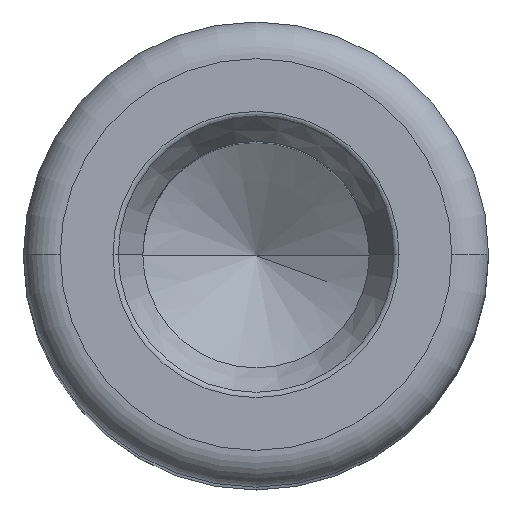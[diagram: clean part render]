
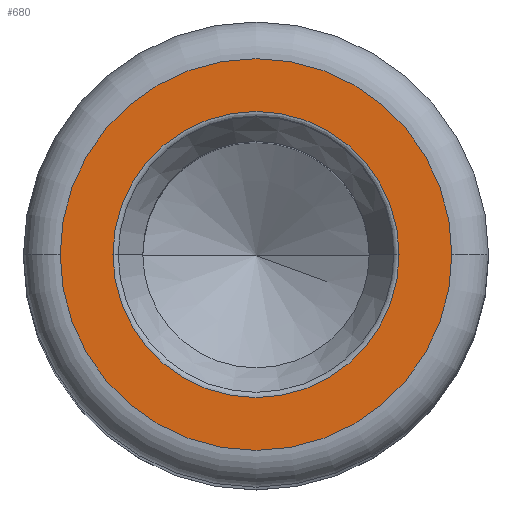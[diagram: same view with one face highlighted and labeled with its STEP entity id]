
A CAD part, top view. The second image highlights one B-rep face of the part: STEP entity #680.
In plain terms, the highlighted planar face has unit normal (0, 0, 1).
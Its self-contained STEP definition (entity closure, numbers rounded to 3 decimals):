
#9 = ORIENTED_EDGE ( 'NONE', *, *, #349, .T. ) ;
#10 = CIRCLE ( 'NONE', #671, 16. ) ;
#59 = EDGE_CURVE ( 'NONE', #710, #490, #149, .T. ) ;
#85 = CARTESIAN_POINT ( 'NONE',  ( -16., 0., 140. ) ) ;
#104 = ORIENTED_EDGE ( 'NONE', *, *, #59, .T. ) ;
#113 = DIRECTION ( 'NONE',  ( 0., 0., 1. ) ) ;
#124 = CARTESIAN_POINT ( 'NONE',  ( 0., 0., 140. ) ) ;
#149 = CIRCLE ( 'NONE', #342, 16. ) ;
#185 = AXIS2_PLACEMENT_3D ( 'NONE', #124, #427, #239 ) ;
#214 = CARTESIAN_POINT ( 'NONE',  ( 0., 0., 140. ) ) ;
#239 = DIRECTION ( 'NONE',  ( 1., 0., 0. ) ) ;
#262 = DIRECTION ( 'NONE',  ( 1., 0., 0. ) ) ;
#279 = CARTESIAN_POINT ( 'NONE',  ( 16., 0., 140. ) ) ;
#317 = CARTESIAN_POINT ( 'NONE',  ( 0., 0., 140. ) ) ;
#342 = AXIS2_PLACEMENT_3D ( 'NONE', #214, #417, #466 ) ;
#345 = EDGE_CURVE ( 'NONE', #457, #550, #700, .T. ) ;
#349 = EDGE_CURVE ( 'NONE', #490, #710, #10, .T. ) ;
#370 = FACE_BOUND ( 'NONE', #655, .T. ) ;
#372 = PLANE ( 'NONE',  #402 ) ;
#402 = AXIS2_PLACEMENT_3D ( 'NONE', #317, #487, #548 ) ;
#417 = DIRECTION ( 'NONE',  ( 0., 0., 1. ) ) ;
#427 = DIRECTION ( 'NONE',  ( 0., 0., -1. ) ) ;
#430 = ORIENTED_EDGE ( 'NONE', *, *, #345, .T. ) ;
#457 = VERTEX_POINT ( 'NONE', #569 ) ;
#466 = DIRECTION ( 'NONE',  ( 1., 0., 0. ) ) ;
#485 = FACE_OUTER_BOUND ( 'NONE', #682, .T. ) ;
#487 = DIRECTION ( 'NONE',  ( 0., 0., 1. ) ) ;
#490 = VERTEX_POINT ( 'NONE', #279 ) ;
#511 = CARTESIAN_POINT ( 'NONE',  ( 0., 0., 140. ) ) ;
#548 = DIRECTION ( 'NONE',  ( 1., 0., 0. ) ) ;
#550 = VERTEX_POINT ( 'NONE', #745 ) ;
#559 = CIRCLE ( 'NONE', #636, 11.689 ) ;
#569 = CARTESIAN_POINT ( 'NONE',  ( -11.689, 0., 140. ) ) ;
#615 = DIRECTION ( 'NONE',  ( 0., 0., -1. ) ) ;
#636 = AXIS2_PLACEMENT_3D ( 'NONE', #511, #615, #262 ) ;
#645 = DIRECTION ( 'NONE',  ( 1., 0., 0. ) ) ;
#655 = EDGE_LOOP ( 'NONE', ( #732, #430 ) ) ;
#671 = AXIS2_PLACEMENT_3D ( 'NONE', #718, #113, #645 ) ;
#680 = ADVANCED_FACE ( 'NONE', ( #370, #485 ), #372, .T. ) ;
#682 = EDGE_LOOP ( 'NONE', ( #9, #104 ) ) ;
#700 = CIRCLE ( 'NONE', #185, 11.689 ) ;
#710 = VERTEX_POINT ( 'NONE', #85 ) ;
#718 = CARTESIAN_POINT ( 'NONE',  ( 0., 0., 140. ) ) ;
#730 = EDGE_CURVE ( 'NONE', #550, #457, #559, .T. ) ;
#732 = ORIENTED_EDGE ( 'NONE', *, *, #730, .T. ) ;
#745 = CARTESIAN_POINT ( 'NONE',  ( 11.689, 0., 140. ) ) ;
